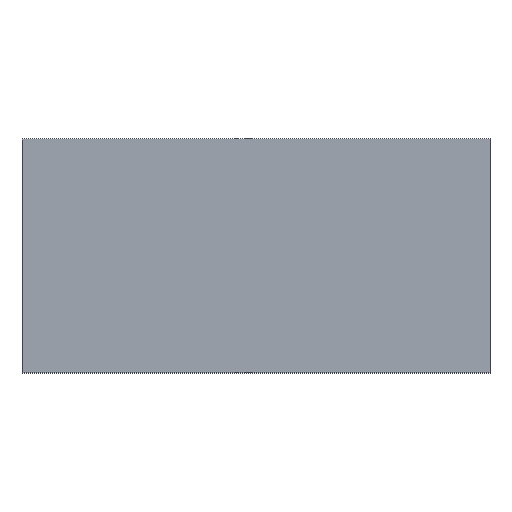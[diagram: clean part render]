
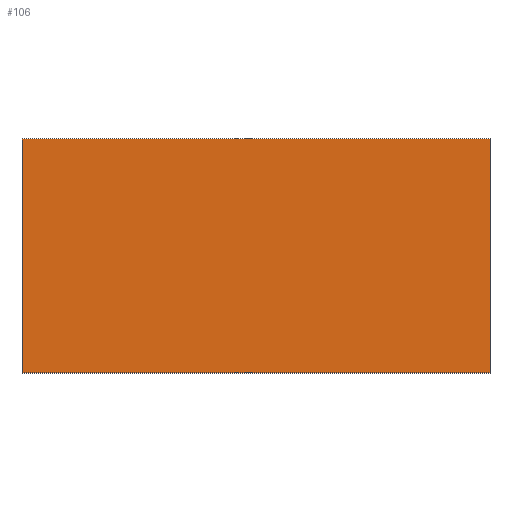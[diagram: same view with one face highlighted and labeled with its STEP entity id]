
A CAD part, top view. The second image highlights one B-rep face of the part: STEP entity #106.
In plain terms, the highlighted planar face has unit normal (0, 0, 1).
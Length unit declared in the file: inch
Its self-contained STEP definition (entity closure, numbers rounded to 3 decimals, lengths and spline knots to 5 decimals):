
#20=FACE_OUTER_BOUND('',#26,.T.);
#26=EDGE_LOOP('',(#91,#92,#93,#94));
#32=LINE('',#161,#44);
#34=LINE('',#165,#46);
#36=LINE('',#169,#48);
#38=LINE('',#172,#50);
#44=VECTOR('',#132,36.);
#46=VECTOR('',#136,72.);
#48=VECTOR('',#140,36.);
#50=VECTOR('',#144,72.);
#55=VERTEX_POINT('',#158);
#56=VERTEX_POINT('',#160);
#57=VERTEX_POINT('',#164);
#58=VERTEX_POINT('',#168);
#64=EDGE_CURVE('',#55,#56,#32,.T.);
#66=EDGE_CURVE('',#56,#57,#34,.T.);
#68=EDGE_CURVE('',#57,#58,#36,.T.);
#70=EDGE_CURVE('',#58,#55,#38,.T.);
#91=ORIENTED_EDGE('',*,*,#64,.F.);
#92=ORIENTED_EDGE('',*,*,#70,.F.);
#93=ORIENTED_EDGE('',*,*,#68,.F.);
#94=ORIENTED_EDGE('',*,*,#66,.F.);
#100=PLANE('',#120);
#106=ADVANCED_FACE('',(#20),#100,.T.);
#120=AXIS2_PLACEMENT_3D('',#173,#145,#146);
#132=DIRECTION('',(0.,1.,0.));
#136=DIRECTION('',(1.,0.,0.));
#140=DIRECTION('',(0.,-1.,0.));
#144=DIRECTION('',(-1.,0.,0.));
#145=DIRECTION('center_axis',(0.,0.,1.));
#146=DIRECTION('ref_axis',(1.,0.,0.));
#158=CARTESIAN_POINT('',(-36.,0.,0.1875));
#160=CARTESIAN_POINT('',(-36.,36.,0.1875));
#161=CARTESIAN_POINT('',(-36.,0.,0.1875));
#164=CARTESIAN_POINT('',(36.,36.,0.1875));
#165=CARTESIAN_POINT('',(-36.,36.,0.1875));
#168=CARTESIAN_POINT('',(36.,0.,0.1875));
#169=CARTESIAN_POINT('',(36.,36.,0.1875));
#172=CARTESIAN_POINT('',(36.,0.,0.1875));
#173=CARTESIAN_POINT('Origin',(0.,0.,0.1875));
